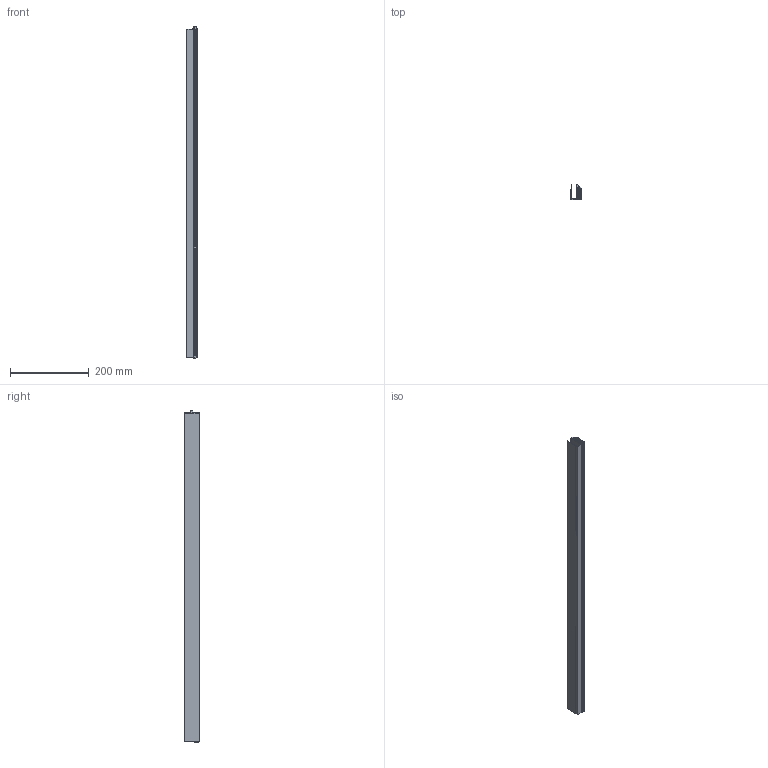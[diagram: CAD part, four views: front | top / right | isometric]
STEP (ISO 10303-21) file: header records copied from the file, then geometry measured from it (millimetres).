
FILE_DESCRIPTION (( 'STEP AP203' ), '1' );
FILE_NAME ('kg-a12_schmal_834.step', '2025-08-05T13:20:50', ( '' ), ( '' ), 'SwSTEP 2.0', 'SolidWorks 2023', '' );
FILE_SCHEMA (( 'CONFIG_CONTROL_DESIGN' ));
Length unit declared in the file: millimetre
Products named in the file (8): Aussengehäuse_WA_834; Abschlusskappe KG-S schmal - links B_1000883-Haube KG-S schmal li ohne Bohrung; Betätigungsteil_WA; kg-a12_schmal_834; M2.9x13; Abschlusskappe KG-S schmal - rechts_1000883-Haube KG-S schmal li ohne Bohrung; Schutzprofil KG A12 schmal_834; Innengeometrie_WA_834
Assembly tree (8 placements, depth 2):
  kg-a12_schmal_834
    Schutzprofil KG A12 schmal_834
    Aussengehäuse_WA_834
    Betätigungsteil_WA
    Innengeometrie_WA_834
    Abschlusskappe KG-S schmal - links B_1000883-Haube KG-S schmal li ohne Bohrung
    M2.9x13  x2
    Abschlusskappe KG-S schmal - rechts_1000883-Haube KG-S schmal li ohne Bohrung
Bounding box: 26.67 x 38 x 844.05 mm (x, y, z)
Volume: 315363.9 mm3; surface area: 409549.4 mm2
Topology: 23 solids, 23 shells, 1279 faces, 3538 edges, 2342 vertices
Faces by surface type: plane 688, bspline 447, cylinder 98, cone 33, torus 13
Entity records: 55314 total; most frequent: CARTESIAN_POINT 25569, ORIENTED_EDGE 6880, DIRECTION 4283, EDGE_CURVE 3440, LINE 2293, VECTOR 2293, VERTEX_POINT 2286, EDGE_LOOP 1372
